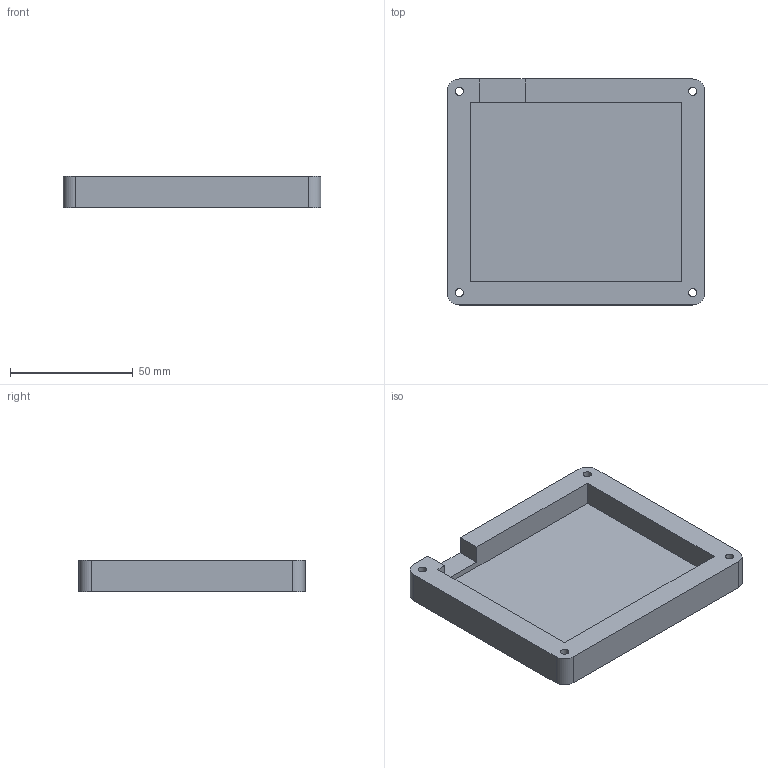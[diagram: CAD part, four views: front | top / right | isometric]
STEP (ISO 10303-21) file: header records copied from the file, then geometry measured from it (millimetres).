
FILE_DESCRIPTION(/* description */ (''),/* implementation_level */ '2;1');
FILE_NAME(/* name */ 'JayPad V1 Bottom.step',/* time_stamp */ '2025-12-17T10:47:39+08:00',/* author */ (''),/* organization */ (''),/* preprocessor_version */ 'ST-DEVELOPER v20.1',/* originating_system */ 'Autodesk Translation Framework v14.21.0.0',/* authorisation */ '');
FILE_SCHEMA (('AUTOMOTIVE_DESIGN { 1 0 10303 214 3 1 1 }'));
Length unit declared in the file: millimetre
Products named in the file (2): 2025-12-16-21-55-32-306; 2025-12-16-21-57-11-748
Assembly tree (1 placements, depth 2):
  2025-12-16-21-55-32-306
    2025-12-16-21-57-11-748
Bounding box: 105 x 92 x 13 mm (x, y, z)
Volume: 60490.8 mm3; surface area: 27931.9 mm2
Topology: 1 solids, 1 shells, 207 faces, 567 edges, 378 vertices
Faces by surface type: bspline 121, plane 74, cylinder 12
Full cylindrical faces by diameter (mm): 3.4 x4, 6 x4
Entity records: 7724 total; most frequent: CARTESIAN_POINT 3212, ORIENTED_EDGE 1134, EDGE_CURVE 567, DIRECTION 527, VERTEX_POINT 378, LINE 301, VECTOR 301, B_SPLINE_CURVE_WITH_KNOTS 242
